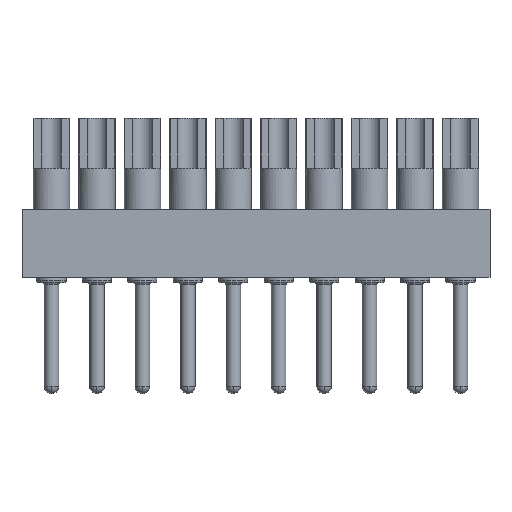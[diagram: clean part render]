
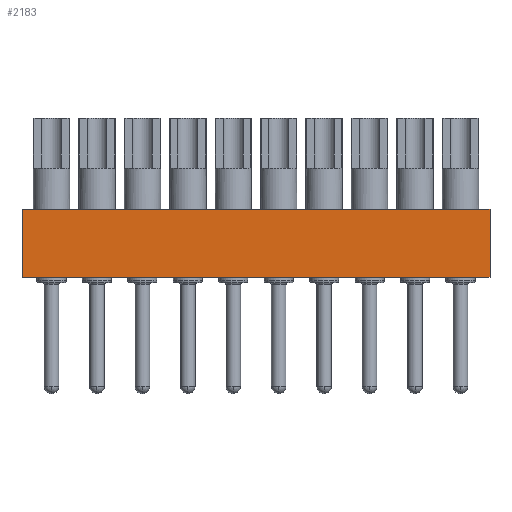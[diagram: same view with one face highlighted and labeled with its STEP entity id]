
A CAD part, top view. The second image highlights one B-rep face of the part: STEP entity #2183.
In plain terms, the highlighted planar face has unit normal (0, 0, 1).
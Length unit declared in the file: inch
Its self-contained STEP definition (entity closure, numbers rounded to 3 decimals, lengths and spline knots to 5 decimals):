
#108 = CARTESIAN_POINT ( 'NONE',  ( 0.515, -0.075, 0. ) ) ;
#175 = CARTESIAN_POINT ( 'NONE',  ( 0., -0.075, 0. ) ) ;
#253 = CARTESIAN_POINT ( 'NONE',  ( 0., -0.075, 0. ) ) ;
#304 = CARTESIAN_POINT ( 'NONE',  ( 0., 0., 0. ) ) ;
#356 = CARTESIAN_POINT ( 'NONE',  ( 0., 0., 0. ) ) ;
#478 = LINE ( 'NONE', #1188, #1730 ) ;
#509 = CARTESIAN_POINT ( 'NONE',  ( 0.515, 0., 0. ) ) ;
#808 = EDGE_CURVE ( 'NONE', #1872, #2136, #478, .T. ) ;
#829 = EDGE_CURVE ( 'NONE', #2136, #2003, #1267, .T. ) ;
#868 = EDGE_LOOP ( 'NONE', ( #2299, #1720, #1735, #2352 ) ) ;
#870 = EDGE_CURVE ( 'NONE', #1336, #2003, #2382, .T. ) ;
#1061 = DIRECTION ( 'NONE',  ( 0., 0., 1. ) ) ;
#1076 = LINE ( 'NONE', #1120, #2710 ) ;
#1120 = CARTESIAN_POINT ( 'NONE',  ( 0., -0.075, 0. ) ) ;
#1188 = CARTESIAN_POINT ( 'NONE',  ( 0., -0.075, 0. ) ) ;
#1201 = VECTOR ( 'NONE', #2588, 39.37008 ) ;
#1267 = LINE ( 'NONE', #2343, #1658 ) ;
#1336 = VERTEX_POINT ( 'NONE', #304 ) ;
#1391 = FACE_OUTER_BOUND ( 'NONE', #868, .T. ) ;
#1658 = VECTOR ( 'NONE', #1921, 39.37008 ) ;
#1720 = ORIENTED_EDGE ( 'NONE', *, *, #2472, .F. ) ;
#1730 = VECTOR ( 'NONE', #2088, 39.37008 ) ;
#1735 = ORIENTED_EDGE ( 'NONE', *, *, #808, .T. ) ;
#1872 = VERTEX_POINT ( 'NONE', #253 ) ;
#1921 = DIRECTION ( 'NONE',  ( 0., 1., 0. ) ) ;
#2003 = VERTEX_POINT ( 'NONE', #509 ) ;
#2088 = DIRECTION ( 'NONE',  ( 1., 0., 0. ) ) ;
#2136 = VERTEX_POINT ( 'NONE', #108 ) ;
#2183 = ADVANCED_FACE ( 'NONE', ( #1391 ), #2591, .T. ) ;
#2299 = ORIENTED_EDGE ( 'NONE', *, *, #870, .F. ) ;
#2343 = CARTESIAN_POINT ( 'NONE',  ( 0.515, -0.075, 0. ) ) ;
#2352 = ORIENTED_EDGE ( 'NONE', *, *, #829, .T. ) ;
#2382 = LINE ( 'NONE', #356, #1201 ) ;
#2472 = EDGE_CURVE ( 'NONE', #1872, #1336, #1076, .T. ) ;
#2497 = DIRECTION ( 'NONE',  ( 0., 1., 0. ) ) ;
#2588 = DIRECTION ( 'NONE',  ( 1., 0., 0. ) ) ;
#2591 = PLANE ( 'NONE',  #2640 ) ;
#2640 = AXIS2_PLACEMENT_3D ( 'NONE', #175, #1061, #2807 ) ;
#2710 = VECTOR ( 'NONE', #2497, 39.37008 ) ;
#2807 = DIRECTION ( 'NONE',  ( 1., 0., 0. ) ) ;
